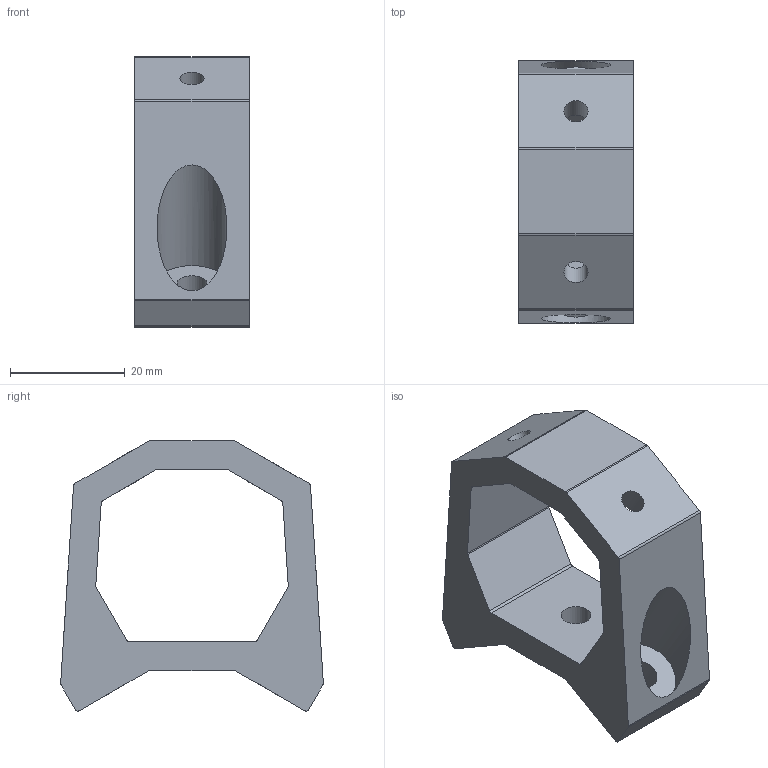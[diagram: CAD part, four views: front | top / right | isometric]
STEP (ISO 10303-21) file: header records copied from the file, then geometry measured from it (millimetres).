
FILE_DESCRIPTION(('FreeCAD Model'),'2;1');
FILE_NAME('Open CASCADE Shape Model','2021-11-29T23:07:28',('Author'),( ''),'Open CASCADE STEP processor 7.4','FreeCAD','Unknown');
FILE_SCHEMA(('AUTOMOTIVE_DESIGN { 1 0 10303 214 1 1 1 1 }'));
Length unit declared in the file: millimetre
Products named in the file (1): _FlyArmV3_4v1_001
Bounding box: 20 x 45.76 x 47.07 mm (x, y, z)
Volume: 14202.8 mm3; surface area: 8154.6 mm2
Topology: 1 solids, 1 shells, 47 faces, 129 edges, 86 vertices
Faces by surface type: cylinder 25, plane 22
Full cylindrical faces by diameter (mm): 4.2 x2, 5.2 x3, 12.2 x2
Entity records: 3305 total; most frequent: CARTESIAN_POINT 609, DIRECTION 526, LINE 285, VECTOR 285, ORIENTED_EDGE 258, PCURVE 258, DEFINITIONAL_REPRESENTATION 258, EDGE_CURVE 129
